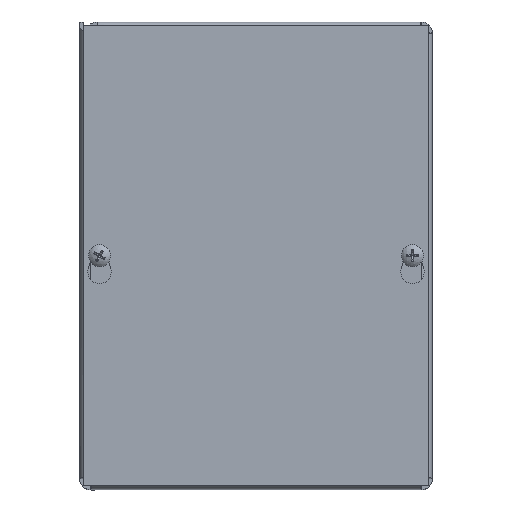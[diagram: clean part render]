
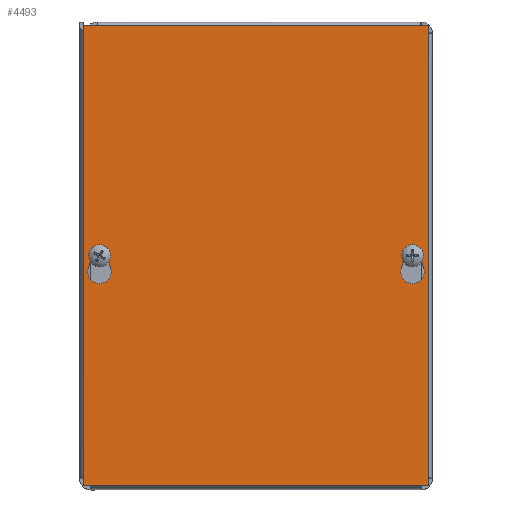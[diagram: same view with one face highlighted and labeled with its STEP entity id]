
A CAD part, top view. The second image highlights one B-rep face of the part: STEP entity #4493.
In plain terms, the highlighted planar face has unit normal (0, 0, 1).
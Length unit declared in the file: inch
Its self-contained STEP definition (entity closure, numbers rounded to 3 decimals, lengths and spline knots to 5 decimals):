
#519=LINE($,#8397,#850);
#523=LINE($,#8407,#854);
#526=LINE($,#8415,#857);
#530=LINE($,#8427,#861);
#532=LINE($,#8435,#863);
#536=LINE($,#8443,#867);
#539=LINE($,#8449,#870);
#542=LINE($,#8454,#873);
#850=VECTOR($,#5722,0.26996);
#854=VECTOR($,#5734,0.26996);
#857=VECTOR($,#5739,0.26996);
#861=VECTOR($,#5751,0.26996);
#863=VECTOR($,#5761,8.);
#867=VECTOR($,#5767,6.);
#870=VECTOR($,#5772,8.);
#873=VECTOR($,#5777,6.);
#977=PLANE($,#4821);
#1146=FACE_BOUND($,#1718,.T.);
#1147=FACE_BOUND($,#1719,.T.);
#1148=FACE_BOUND($,#1720,.T.);
#1718=EDGE_LOOP($,(#3827,#3828,#3829,#3830));
#1719=EDGE_LOOP($,(#3831,#3832,#3833,#3834));
#1720=EDGE_LOOP($,(#3835,#3836,#3837,#3838));
#1845=CIRCLE($,#4803,0.203);
#1847=CIRCLE($,#4807,0.125);
#1849=CIRCLE($,#4812,0.125);
#1851=CIRCLE($,#4816,0.203);
#2192=VERTEX_POINT($,#8388);
#2193=VERTEX_POINT($,#8390);
#2195=VERTEX_POINT($,#8396);
#2197=VERTEX_POINT($,#8402);
#2200=VERTEX_POINT($,#8412);
#2201=VERTEX_POINT($,#8414);
#2203=VERTEX_POINT($,#8420);
#2205=VERTEX_POINT($,#8426);
#2206=VERTEX_POINT($,#8433);
#2207=VERTEX_POINT($,#8434);
#2210=VERTEX_POINT($,#8442);
#2212=VERTEX_POINT($,#8448);
#2734=EDGE_CURVE($,#2193,#2192,#1845,.T.);
#2737=EDGE_CURVE($,#2195,#2193,#519,.T.);
#2740=EDGE_CURVE($,#2197,#2195,#1847,.T.);
#2743=EDGE_CURVE($,#2192,#2197,#523,.T.);
#2746=EDGE_CURVE($,#2201,#2200,#526,.T.);
#2749=EDGE_CURVE($,#2203,#2201,#1849,.T.);
#2752=EDGE_CURVE($,#2205,#2203,#530,.T.);
#2755=EDGE_CURVE($,#2200,#2205,#1851,.T.);
#2756=EDGE_CURVE($,#2206,#2207,#532,.T.);
#2760=EDGE_CURVE($,#2207,#2210,#536,.T.);
#2763=EDGE_CURVE($,#2210,#2212,#539,.T.);
#2766=EDGE_CURVE($,#2212,#2206,#542,.T.);
#3827=ORIENTED_EDGE($,*,*,#2734,.T.);
#3828=ORIENTED_EDGE($,*,*,#2743,.T.);
#3829=ORIENTED_EDGE($,*,*,#2740,.T.);
#3830=ORIENTED_EDGE($,*,*,#2737,.T.);
#3831=ORIENTED_EDGE($,*,*,#2746,.T.);
#3832=ORIENTED_EDGE($,*,*,#2755,.T.);
#3833=ORIENTED_EDGE($,*,*,#2752,.T.);
#3834=ORIENTED_EDGE($,*,*,#2749,.T.);
#3835=ORIENTED_EDGE($,*,*,#2756,.F.);
#3836=ORIENTED_EDGE($,*,*,#2766,.F.);
#3837=ORIENTED_EDGE($,*,*,#2763,.F.);
#3838=ORIENTED_EDGE($,*,*,#2760,.F.);
#4493=ADVANCED_FACE($,(#1146,#1147,#1148),#977,.T.);
#4803=AXIS2_PLACEMENT_3D($,#8391,#5716,#5717);
#4807=AXIS2_PLACEMENT_3D($,#8403,#5728,#5729);
#4812=AXIS2_PLACEMENT_3D($,#8421,#5745,#5746);
#4816=AXIS2_PLACEMENT_3D($,#8431,#5757,#5758);
#4821=AXIS2_PLACEMENT_3D($,#8456,#5779,#5780);
#5716=DIRECTION('center_axis',(0.,0.,-1.));
#5717=DIRECTION('ref_axis',(-0.961,0.278,0.));
#5722=DIRECTION($,(0.278,-0.961,0.));
#5728=DIRECTION('center_axis',(0.,0.,-1.));
#5729=DIRECTION('ref_axis',(0.961,0.278,0.));
#5734=DIRECTION($,(0.278,0.961,0.));
#5739=DIRECTION($,(0.278,-0.961,0.));
#5745=DIRECTION('center_axis',(0.,0.,-1.));
#5746=DIRECTION('ref_axis',(0.961,0.278,0.));
#5751=DIRECTION($,(0.278,0.961,0.));
#5757=DIRECTION('center_axis',(0.,0.,-1.));
#5758=DIRECTION('ref_axis',(-0.961,0.278,0.));
#5761=DIRECTION($,(0.,-1.,0.));
#5767=DIRECTION($,(-1.,0.,0.));
#5772=DIRECTION($,(0.,1.,0.));
#5777=DIRECTION($,(1.,0.,0.));
#5779=DIRECTION('center_axis',(0.,0.,1.));
#5780=DIRECTION('ref_axis',(1.,0.,0.));
#8388=CARTESIAN_POINT('',(2.52373,-0.22465,0.062));
#8390=CARTESIAN_POINT('',(2.91377,-0.22465,0.062));
#8391=CARTESIAN_POINT('Origin',(2.71875,-0.281,0.062));
#8396=CARTESIAN_POINT('',(2.83884,0.0347,0.062));
#8397=CARTESIAN_POINT($,(2.77156,0.26753,0.062));
#8402=CARTESIAN_POINT('',(2.59866,0.0347,0.062));
#8403=CARTESIAN_POINT('Origin',(2.71875,0.,0.062));
#8407=CARTESIAN_POINT($,(2.49392,-0.32781,0.062));
#8412=CARTESIAN_POINT('',(-2.52373,-0.22465,0.062));
#8414=CARTESIAN_POINT('',(-2.59866,0.0347,0.062));
#8415=CARTESIAN_POINT($,(-2.45645,-0.45748,0.062));
#8420=CARTESIAN_POINT('',(-2.83884,0.0347,0.062));
#8421=CARTESIAN_POINT('Origin',(-2.71875,0.,0.062));
#8426=CARTESIAN_POINT('',(-2.91377,-0.22465,0.062));
#8427=CARTESIAN_POINT($,(-2.7341,0.3972,0.062));
#8431=CARTESIAN_POINT('Origin',(-2.71875,-0.281,0.062));
#8433=CARTESIAN_POINT('',(3.,4.,0.062));
#8434=CARTESIAN_POINT('',(3.,-4.,0.062));
#8435=CARTESIAN_POINT($,(3.,4.,0.062));
#8442=CARTESIAN_POINT('',(-3.,-4.,0.062));
#8443=CARTESIAN_POINT($,(3.,-4.,0.062));
#8448=CARTESIAN_POINT('',(-3.,4.,0.062));
#8449=CARTESIAN_POINT($,(-3.,-4.,0.062));
#8454=CARTESIAN_POINT($,(-3.,4.,0.062));
#8456=CARTESIAN_POINT('Origin',(0.,0.,
0.062));
